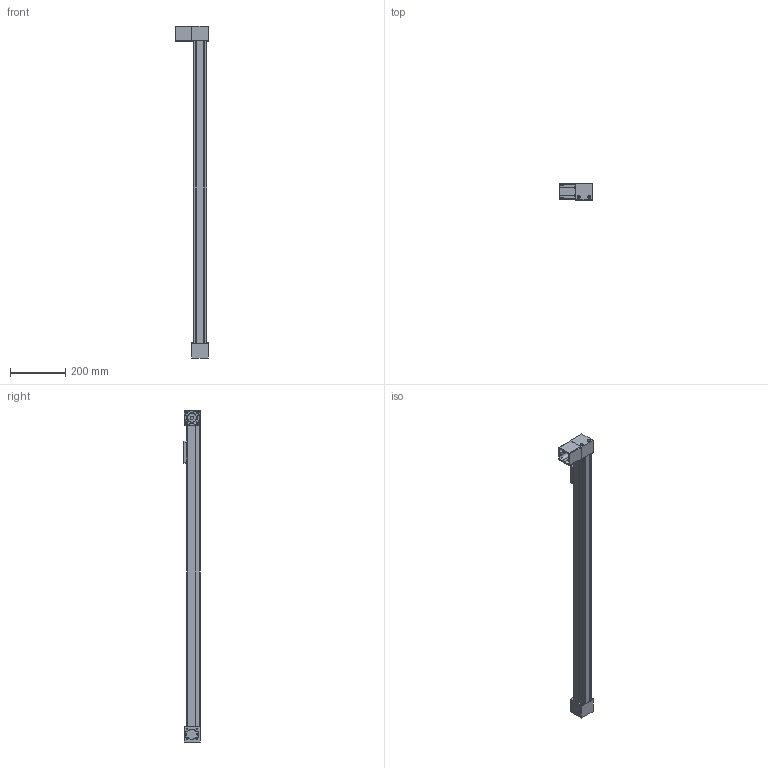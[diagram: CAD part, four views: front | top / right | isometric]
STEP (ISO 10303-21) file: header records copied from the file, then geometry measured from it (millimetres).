
FILE_DESCRIPTION(('FreeCAD Model'),'2;1');
FILE_NAME('Open CASCADE Shape Model','2023-11-02T16:56:46',('Author'),( ''),'Open CASCADE STEP processor 7.6','FreeCAD','Unknown');
FILE_SCHEMA(('AUTOMOTIVE_DESIGN { 1 0 10303 214 1 1 1 1 }'));
Length unit declared in the file: millimetre
Products named in the file (16): XF50-1000ѐ³015; XF50-1000ѐ³; XF50-1000ѐ³001; XF50-1000ѐ³002; XF50-1000ѐ³003; XF50-1000ѐ³004; XF50-1000ѐ³005; XF50-1000ѐ³006; XF50-1000ѐ³007; XF50-1000ѐ³008; XF50-1000ѐ³009; XF50-1000ѐ³010; XF50-1000ѐ³011; XF50-1000ѐ³012; XF50-1000ѐ³013; XF50-1000ѐ³014
Assembly tree (15 placements, depth 2):
  XF50-1000ѐ³015
    XF50-1000ѐ³
    XF50-1000ѐ³001
    XF50-1000ѐ³002
    XF50-1000ѐ³003
    XF50-1000ѐ³004
    XF50-1000ѐ³005
    XF50-1000ѐ³006
    XF50-1000ѐ³007
    XF50-1000ѐ³008
    XF50-1000ѐ³009
    XF50-1000ѐ³010
    XF50-1000ѐ³011
    XF50-1000ѐ³012
    XF50-1000ѐ³013
    XF50-1000ѐ³014
Bounding box: 118 x 59.1 x 1202.07 mm (x, y, z)
Volume: 1760627.3 mm3; surface area: 732653.9 mm2
Topology: 15 solids, 15 shells, 746 faces, 1991 edges, 1312 vertices
Faces by surface type: cylinder 403, plane 327, cone 12, bspline 4
Entity records: 32595 total; most frequent: CARTESIAN_POINT 13460, ORIENTED_EDGE 3974, DIRECTION 3759, EDGE_CURVE 1987, AXIS2_PLACEMENT_3D 1346, VERTEX_POINT 1312, LINE 1067, VECTOR 1067
